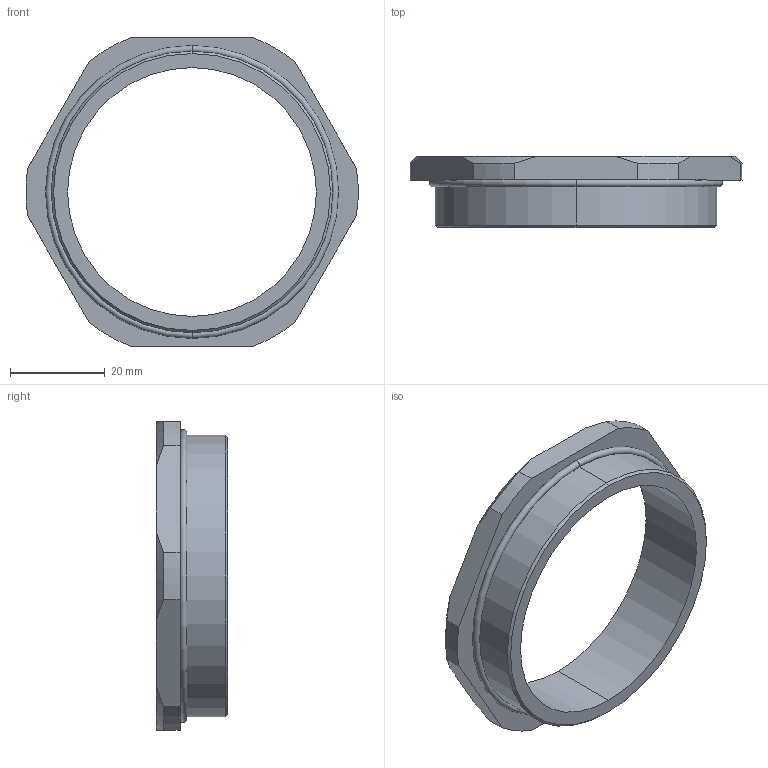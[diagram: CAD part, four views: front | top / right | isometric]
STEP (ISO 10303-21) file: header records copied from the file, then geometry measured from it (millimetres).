
FILE_DESCRIPTION (( 'STEP AP203' ), '1' );
FILE_NAME ('WNSC-PG48PG42.STP', '2017-10-18T02:30:00', ( '微软用户' ), ( '微软中国' ), 'SwSTEP 2.0', 'SolidWorks 2012', '' );
FILE_SCHEMA (( 'CONFIG_CONTROL_DESIGN' ));
Length unit declared in the file: millimetre
Products named in the file (1): WNSC-PG48PG42
Bounding box: 69.92 x 15 x 65 mm (x, y, z)
Volume: 13374.1 mm3; surface area: 8260.1 mm2
Topology: 1 solids, 2 shells, 34 faces, 84 edges, 54 vertices
Faces by surface type: cylinder 12, plane 10, cone 8, torus 4
Entity records: 1119 total; most frequent: CARTESIAN_POINT 213, DIRECTION 182, ORIENTED_EDGE 168, EDGE_CURVE 84, AXIS2_PLACEMENT_3D 75, VERTEX_POINT 54, CIRCLE 40, EDGE_LOOP 38
